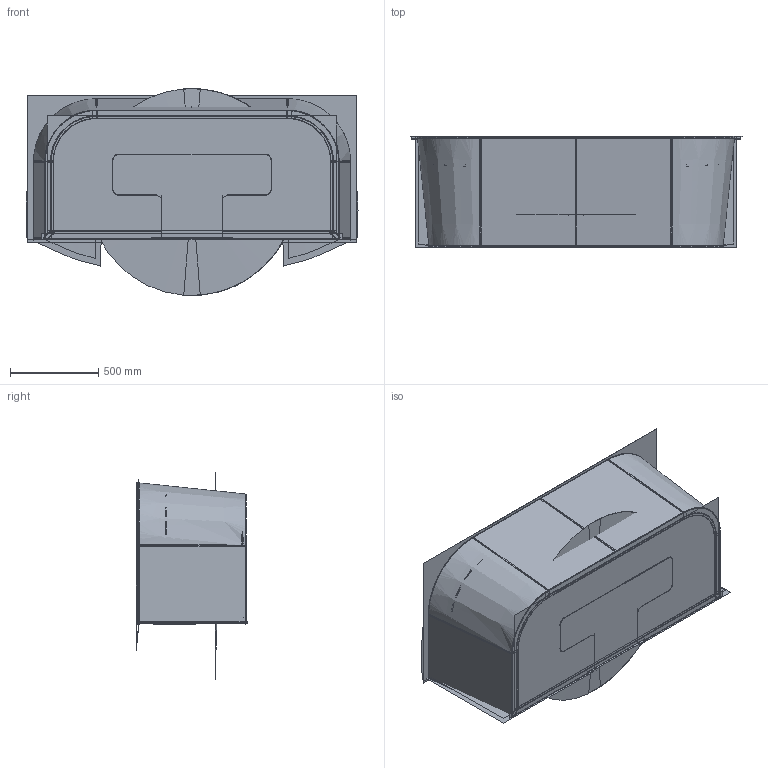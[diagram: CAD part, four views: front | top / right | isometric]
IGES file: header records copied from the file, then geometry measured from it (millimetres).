
Start section:  PTC IGES file: v3p1610-005_asm.igs
Global section: file name: v3p1610-005_asm.igs; native system: Creo Parametric by PTC Inc.; preprocessor: 2016260; author: nieboerk; organization: Unknown; date: 20180418.111703; units: millimetre
Bounding box: 1885.25 x 635.73 x 1174.06 mm (x, y, z)
Surface area: 67950427.1 mm2 (no closed solid volume)
Topology: 0 solids, 0 shells, 2356 faces, 37656 edges, 49503 vertices
Faces by surface type: bspline 1430, revolution 876, extrusion 50
